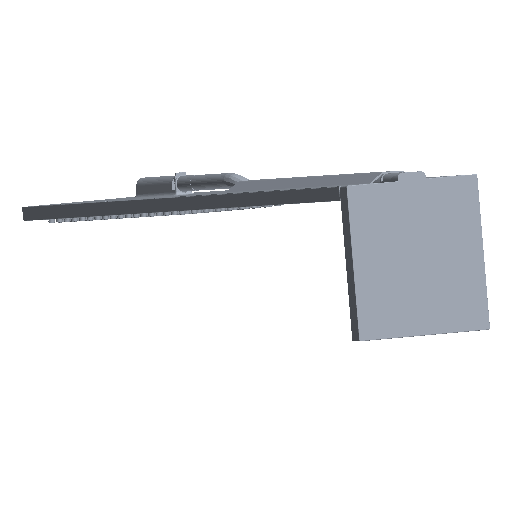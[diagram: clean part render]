
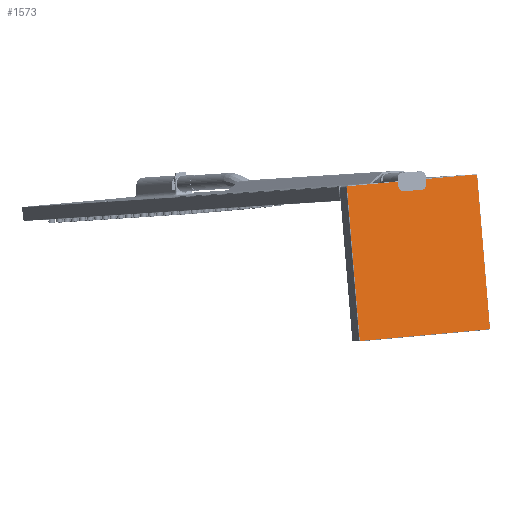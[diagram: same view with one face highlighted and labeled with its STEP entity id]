
A CAD part, left-side view. The second image highlights one B-rep face of the part: STEP entity #1573.
In plain terms, the highlighted face is planar.
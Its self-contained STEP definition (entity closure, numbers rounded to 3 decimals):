
#1247=CARTESIAN_POINT('Vertex',(-54.692,53.992,0.)) ;
#1256=CARTESIAN_POINT('Vertex',(-53.992,54.692,0.)) ;
#1260=CARTESIAN_POINT('Control Point',(-54.692,53.992,0.)) ;
#1261=CARTESIAN_POINT('Control Point',(-54.692,54.085,0.)) ;
#1262=CARTESIAN_POINT('Control Point',(-54.677,54.178,0.)) ;
#1263=CARTESIAN_POINT('Control Point',(-54.646,54.267,0.)) ;
#1264=CARTESIAN_POINT('Control Point',(-54.556,54.433,0.)) ;
#1265=CARTESIAN_POINT('Control Point',(-54.417,54.56,0.)) ;
#1266=CARTESIAN_POINT('Control Point',(-54.338,54.612,0.)) ;
#1267=CARTESIAN_POINT('Control Point',(-54.219,54.663,0.)) ;
#1268=CARTESIAN_POINT('Control Point',(-54.094,54.686,0.)) ;
#1269=CARTESIAN_POINT('Control Point',(-54.06,54.69,0.)) ;
#1270=CARTESIAN_POINT('Control Point',(-54.026,54.692,0.)) ;
#1271=CARTESIAN_POINT('Control Point',(-53.992,54.692,0.)) ;
#1289=CARTESIAN_POINT('Vertex',(-54.692,-53.992,0.)) ;
#1292=CARTESIAN_POINT('Line Origine',(-54.692,0.,0.)) ;
#1347=CARTESIAN_POINT('Vertex',(-53.992,-54.692,0.)) ;
#1351=CARTESIAN_POINT('Control Point',(-53.992,-54.692,0.)) ;
#1352=CARTESIAN_POINT('Control Point',(-54.085,-54.692,0.)) ;
#1353=CARTESIAN_POINT('Control Point',(-54.178,-54.677,0.)) ;
#1354=CARTESIAN_POINT('Control Point',(-54.267,-54.646,0.)) ;
#1355=CARTESIAN_POINT('Control Point',(-54.433,-54.556,0.)) ;
#1356=CARTESIAN_POINT('Control Point',(-54.56,-54.417,0.)) ;
#1357=CARTESIAN_POINT('Control Point',(-54.612,-54.338,0.)) ;
#1358=CARTESIAN_POINT('Control Point',(-54.663,-54.219,0.)) ;
#1359=CARTESIAN_POINT('Control Point',(-54.686,-54.094,0.)) ;
#1360=CARTESIAN_POINT('Control Point',(-54.69,-54.06,0.)) ;
#1361=CARTESIAN_POINT('Control Point',(-54.692,-54.026,0.)) ;
#1362=CARTESIAN_POINT('Control Point',(-54.692,-53.992,0.)) ;
#1376=CARTESIAN_POINT('Line Origine',(-0.012,-54.692,0.)) ;
#1380=CARTESIAN_POINT('Vertex',(53.992,-54.692,0.)) ;
#1438=CARTESIAN_POINT('Vertex',(54.692,-53.992,0.)) ;
#1442=CARTESIAN_POINT('Control Point',(54.692,-53.992,0.)) ;
#1443=CARTESIAN_POINT('Control Point',(54.692,-54.085,0.)) ;
#1444=CARTESIAN_POINT('Control Point',(54.677,-54.178,0.)) ;
#1445=CARTESIAN_POINT('Control Point',(54.646,-54.267,0.)) ;
#1446=CARTESIAN_POINT('Control Point',(54.556,-54.433,0.)) ;
#1447=CARTESIAN_POINT('Control Point',(54.417,-54.56,0.)) ;
#1448=CARTESIAN_POINT('Control Point',(54.338,-54.612,0.)) ;
#1449=CARTESIAN_POINT('Control Point',(54.219,-54.663,0.)) ;
#1450=CARTESIAN_POINT('Control Point',(54.094,-54.686,0.)) ;
#1451=CARTESIAN_POINT('Control Point',(54.06,-54.69,0.)) ;
#1452=CARTESIAN_POINT('Control Point',(54.026,-54.692,0.)) ;
#1453=CARTESIAN_POINT('Control Point',(53.992,-54.692,0.)) ;
#1471=CARTESIAN_POINT('Vertex',(54.692,53.992,0.)) ;
#1474=CARTESIAN_POINT('Line Origine',(54.692,0.,0.)) ;
#1529=CARTESIAN_POINT('Vertex',(53.992,54.692,0.)) ;
#1533=CARTESIAN_POINT('Control Point',(53.992,54.692,0.)) ;
#1534=CARTESIAN_POINT('Control Point',(54.085,54.692,0.)) ;
#1535=CARTESIAN_POINT('Control Point',(54.178,54.677,0.)) ;
#1536=CARTESIAN_POINT('Control Point',(54.267,54.646,0.)) ;
#1537=CARTESIAN_POINT('Control Point',(54.433,54.556,0.)) ;
#1538=CARTESIAN_POINT('Control Point',(54.56,54.417,0.)) ;
#1539=CARTESIAN_POINT('Control Point',(54.612,54.338,0.)) ;
#1540=CARTESIAN_POINT('Control Point',(54.663,54.219,0.)) ;
#1541=CARTESIAN_POINT('Control Point',(54.686,54.094,0.)) ;
#1542=CARTESIAN_POINT('Control Point',(54.69,54.06,0.)) ;
#1543=CARTESIAN_POINT('Control Point',(54.692,54.026,0.)) ;
#1544=CARTESIAN_POINT('Control Point',(54.692,53.992,0.)) ;
#1553=CARTESIAN_POINT('Axis2P3D Location',(0.,-55.,0.)) ;
#1558=CARTESIAN_POINT('Line Origine',(0.,54.692,0.)) ;
#1294=VECTOR('Line Direction',#1293,1.) ;
#1378=VECTOR('Line Direction',#1377,1.) ;
#1476=VECTOR('Line Direction',#1475,1.) ;
#1560=VECTOR('Line Direction',#1559,1.) ;
#1293=DIRECTION('Vector Direction',(0.,1.,0.)) ;
#1377=DIRECTION('Vector Direction',(1.,0.,0.)) ;
#1475=DIRECTION('Vector Direction',(0.,1.,0.)) ;
#1554=DIRECTION('Axis2P3D Direction',(0.,-0.,1.)) ;
#1555=DIRECTION('Axis2P3D XDirection',(0.,1.,0.)) ;
#1559=DIRECTION('Vector Direction',(1.,0.,0.)) ;
#1556=AXIS2_PLACEMENT_3D('Plane Axis2P3D',#1553,#1554,#1555) ;
#1295=LINE('Line',#1292,#1294) ;
#1379=LINE('Line',#1376,#1378) ;
#1477=LINE('Line',#1474,#1476) ;
#1561=LINE('Line',#1558,#1560) ;
#1557=PLANE('',#1556) ;
#1272=EDGE_CURVE('',#1248,#1257,#1259,.T.) ;
#1296=EDGE_CURVE('',#1290,#1248,#1295,.T.) ;
#1363=EDGE_CURVE('',#1348,#1290,#1350,.T.) ;
#1382=EDGE_CURVE('',#1348,#1381,#1379,.T.) ;
#1454=EDGE_CURVE('',#1439,#1381,#1441,.T.) ;
#1478=EDGE_CURVE('',#1472,#1439,#1477,.F.) ;
#1545=EDGE_CURVE('',#1530,#1472,#1532,.T.) ;
#1562=EDGE_CURVE('',#1257,#1530,#1561,.T.) ;
#1564=ORIENTED_EDGE('',*,*,#1382,.F.) ;
#1565=ORIENTED_EDGE('',*,*,#1363,.T.) ;
#1566=ORIENTED_EDGE('',*,*,#1296,.T.) ;
#1567=ORIENTED_EDGE('',*,*,#1272,.T.) ;
#1568=ORIENTED_EDGE('',*,*,#1562,.T.) ;
#1569=ORIENTED_EDGE('',*,*,#1545,.T.) ;
#1570=ORIENTED_EDGE('',*,*,#1478,.T.) ;
#1571=ORIENTED_EDGE('',*,*,#1454,.T.) ;
#1563=EDGE_LOOP('',(#1564,#1565,#1566,#1567,#1568,#1569,#1570,#1571)) ;
#1248=VERTEX_POINT('',#1247) ;
#1257=VERTEX_POINT('',#1256) ;
#1290=VERTEX_POINT('',#1289) ;
#1348=VERTEX_POINT('',#1347) ;
#1381=VERTEX_POINT('',#1380) ;
#1439=VERTEX_POINT('',#1438) ;
#1472=VERTEX_POINT('',#1471) ;
#1530=VERTEX_POINT('',#1529) ;
#1573=ADVANCED_FACE('Hauptk\X2\00F6\X0\rper',(#1572),#1557,.F.) ;
#1259=B_SPLINE_CURVE_WITH_KNOTS('',5,(#1260,#1261,#1262,#1263,#1264,#1265,#1266,#1267,#1268,#1269,#1270,#1271),.UNSPECIFIED.,.F.,.U.,(6,3,3,6),(2.877,3.687,4.497,4.794),.UNSPECIFIED.) ;
#1350=B_SPLINE_CURVE_WITH_KNOTS('',5,(#1351,#1352,#1353,#1354,#1355,#1356,#1357,#1358,#1359,#1360,#1361,#1362),.UNSPECIFIED.,.F.,.U.,(6,3,3,6),(2.877,3.687,4.497,4.794),.UNSPECIFIED.) ;
#1441=B_SPLINE_CURVE_WITH_KNOTS('',5,(#1442,#1443,#1444,#1445,#1446,#1447,#1448,#1449,#1450,#1451,#1452,#1453),.UNSPECIFIED.,.F.,.U.,(6,3,3,6),(2.877,3.687,4.497,4.794),.UNSPECIFIED.) ;
#1532=B_SPLINE_CURVE_WITH_KNOTS('',5,(#1533,#1534,#1535,#1536,#1537,#1538,#1539,#1540,#1541,#1542,#1543,#1544),.UNSPECIFIED.,.F.,.U.,(6,3,3,6),(2.877,3.687,4.497,4.794),.UNSPECIFIED.) ;
#1572=FACE_OUTER_BOUND('',#1563,.T.) ;
